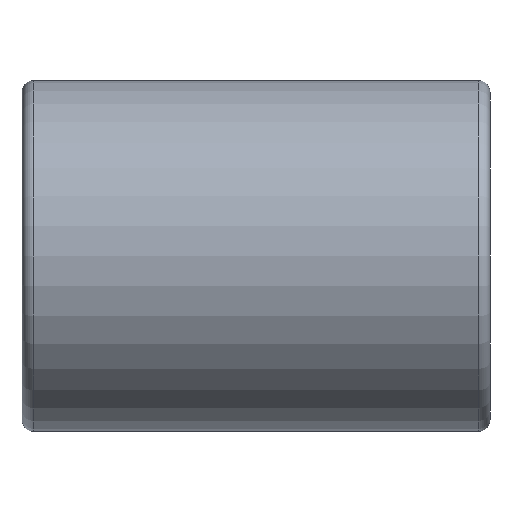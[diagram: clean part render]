
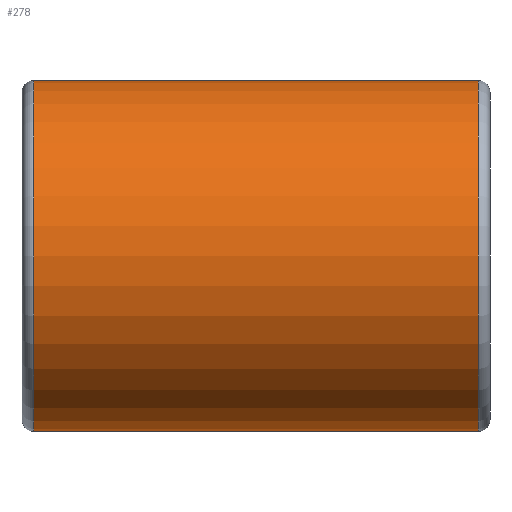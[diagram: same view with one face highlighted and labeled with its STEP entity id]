
A CAD part, left-side view. The second image highlights one B-rep face of the part: STEP entity #278.
In plain terms, the highlighted cylindrical face has radius 7.5 mm (diameter 15 mm), a partial arc.
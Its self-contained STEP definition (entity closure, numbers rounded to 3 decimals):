
#19 = CARTESIAN_POINT ( 'NONE',  ( 0., 9.5, 7.5 ) ) ;
#42 = AXIS2_PLACEMENT_3D ( 'NONE', #438, #368, #324 ) ;
#48 = AXIS2_PLACEMENT_3D ( 'NONE', #292, #241, #195 ) ;
#53 = LINE ( 'NONE', #253, #226 ) ;
#54 = FACE_OUTER_BOUND ( 'NONE', #263, .T. ) ;
#57 = CARTESIAN_POINT ( 'NONE',  ( 0., -9.5, 7.5 ) ) ;
#83 = AXIS2_PLACEMENT_3D ( 'NONE', #314, #269, #219 ) ;
#85 = CIRCLE ( 'NONE', #42, 7.5 ) ;
#92 = CIRCLE ( 'NONE', #48, 7.5 ) ;
#160 = ORIENTED_EDGE ( 'NONE', *, *, #258, .T. ) ;
#165 = ORIENTED_EDGE ( 'NONE', *, *, #248, .T. ) ;
#169 = ORIENTED_EDGE ( 'NONE', *, *, #176, .F. ) ;
#171 = ORIENTED_EDGE ( 'NONE', *, *, #175, .T. ) ;
#175 = EDGE_CURVE ( 'NONE', #204, #270, #53, .T. ) ;
#176 = EDGE_CURVE ( 'NONE', #257, #214, #240, .T. ) ;
#195 = DIRECTION ( 'NONE',  ( 0., 0., 1. ) ) ;
#204 = VERTEX_POINT ( 'NONE', #57 ) ;
#214 = VERTEX_POINT ( 'NONE', #453 ) ;
#219 = DIRECTION ( 'NONE',  ( 0., 0., 1. ) ) ;
#226 = VECTOR ( 'NONE', #343, 1000. ) ;
#229 = DIRECTION ( 'NONE',  ( 0., 1., 0. ) ) ;
#240 = LINE ( 'NONE', #362, #284 ) ;
#241 = DIRECTION ( 'NONE',  ( 0., 1., 0. ) ) ;
#248 = EDGE_CURVE ( 'NONE', #257, #204, #92, .T. ) ;
#253 = CARTESIAN_POINT ( 'NONE',  ( 0., 33.565, 7.5 ) ) ;
#257 = VERTEX_POINT ( 'NONE', #400 ) ;
#258 = EDGE_CURVE ( 'NONE', #270, #214, #85, .T. ) ;
#263 = EDGE_LOOP ( 'NONE', ( #169, #165, #171, #160 ) ) ;
#269 = DIRECTION ( 'NONE',  ( 0., 1., 0. ) ) ;
#270 = VERTEX_POINT ( 'NONE', #19 ) ;
#278 = ADVANCED_FACE ( 'NONE', ( #54 ), #437, .T. ) ;
#284 = VECTOR ( 'NONE', #229, 1000. ) ;
#292 = CARTESIAN_POINT ( 'NONE',  ( 0., -9.5, 0. ) ) ;
#314 = CARTESIAN_POINT ( 'NONE',  ( 0., 33.565, 0. ) ) ;
#324 = DIRECTION ( 'NONE',  ( 0., 0., -1. ) ) ;
#343 = DIRECTION ( 'NONE',  ( 0., 1., 0. ) ) ;
#362 = CARTESIAN_POINT ( 'NONE',  ( 0., 33.565, -7.5 ) ) ;
#368 = DIRECTION ( 'NONE',  ( 0., -1., 0. ) ) ;
#400 = CARTESIAN_POINT ( 'NONE',  ( 0., -9.5, -7.5 ) ) ;
#437 = CYLINDRICAL_SURFACE ( 'NONE', #83, 7.5 ) ;
#438 = CARTESIAN_POINT ( 'NONE',  ( 0., 9.5, 0. ) ) ;
#453 = CARTESIAN_POINT ( 'NONE',  ( 0., 9.5, -7.5 ) ) ;
